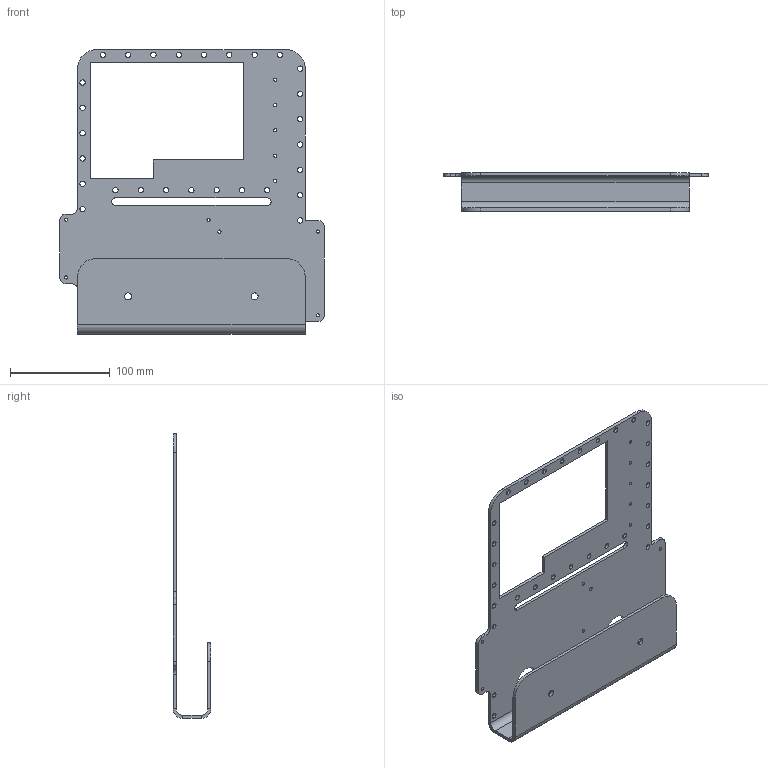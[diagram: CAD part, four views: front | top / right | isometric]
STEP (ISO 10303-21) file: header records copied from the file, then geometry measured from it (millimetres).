
FILE_DESCRIPTION (( 'STEP AP214' ), '1' );
FILE_NAME ('Upper Bracket.STEP', '2025-02-03T19:38:12', ( '' ), ( '' ), 'SwSTEP 2.0', 'SolidWorks 2018', '' );
FILE_SCHEMA (( 'AUTOMOTIVE_DESIGN' ));
Length unit declared in the file: inch
Products named in the file (1): Upper Bracket
Bounding box: 265.43 x 38.1 x 285.75 mm (x, y, z)
Volume: 228336.3 mm3; surface area: 153242.7 mm2
Topology: 1 solids, 1 shells, 144 faces, 410 edges, 268 vertices
Faces by surface type: cylinder 110, plane 34
Entity records: 5022 total; most frequent: DIRECTION 920, CARTESIAN_POINT 823, ORIENTED_EDGE 820, EDGE_CURVE 410, AXIS2_PLACEMENT_3D 365, VERTEX_POINT 268, EDGE_LOOP 242, CIRCLE 220
